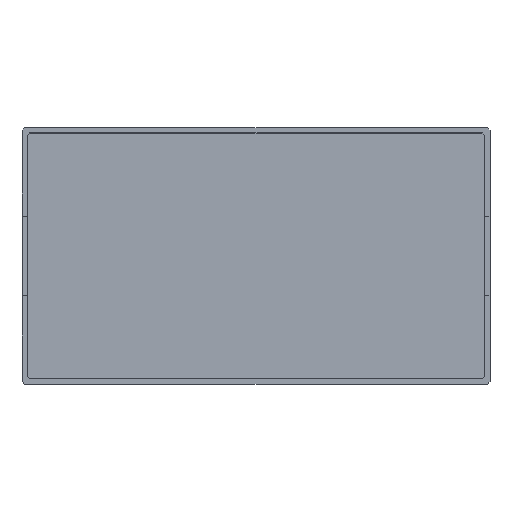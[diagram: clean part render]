
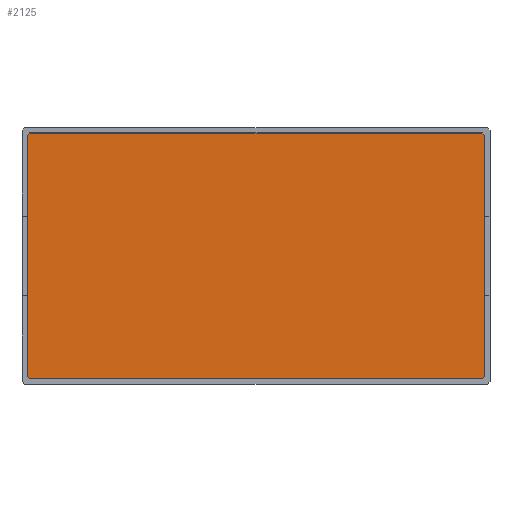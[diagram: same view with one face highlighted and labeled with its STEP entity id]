
A CAD part, top view. The second image highlights one B-rep face of the part: STEP entity #2125.
In plain terms, the highlighted planar face has unit normal (0, 0, 1).
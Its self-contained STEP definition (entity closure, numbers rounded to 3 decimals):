
#458 = PLANE('',#459);
#459 = AXIS2_PLACEMENT_3D('',#460,#461,#462);
#460 = CARTESIAN_POINT('',(43.25,-23.25,1.));
#461 = DIRECTION('',(1.,0.,0.));
#462 = DIRECTION('',(0.,0.,1.));
#485 = PLANE('',#486);
#486 = AXIS2_PLACEMENT_3D('',#487,#488,#489);
#487 = CARTESIAN_POINT('',(43.,-23.,1.));
#488 = DIRECTION('',(-0.707,0.707,0.));
#489 = DIRECTION('',(0.,0.,1.));
#512 = PLANE('',#513);
#513 = AXIS2_PLACEMENT_3D('',#514,#515,#516);
#514 = CARTESIAN_POINT('',(-43.25,-23.25,1.));
#515 = DIRECTION('',(0.,1.,0.));
#516 = DIRECTION('',(0.,0.,1.));
#539 = PLANE('',#540);
#540 = AXIS2_PLACEMENT_3D('',#541,#542,#543);
#541 = CARTESIAN_POINT('',(-43.,-23.,1.));
#542 = DIRECTION('',(-0.707,-0.707,0.));
#543 = DIRECTION('',(0.,0.,1.));
#566 = PLANE('',#567);
#567 = AXIS2_PLACEMENT_3D('',#568,#569,#570);
#568 = CARTESIAN_POINT('',(-43.25,-23.25,1.));
#569 = DIRECTION('',(1.,0.,0.));
#570 = DIRECTION('',(0.,0.,1.));
#1026 = PLANE('',#1027);
#1027 = AXIS2_PLACEMENT_3D('',#1028,#1029,#1030);
#1028 = CARTESIAN_POINT('',(-43.,23.,1.));
#1029 = DIRECTION('',(0.707,-0.707,0.));
#1030 = DIRECTION('',(0.,0.,1.));
#1053 = PLANE('',#1054);
#1054 = AXIS2_PLACEMENT_3D('',#1055,#1056,#1057);
#1055 = CARTESIAN_POINT('',(-43.25,23.25,1.));
#1056 = DIRECTION('',(0.,1.,0.));
#1057 = DIRECTION('',(0.,0.,1.));
#1080 = PLANE('',#1081);
#1081 = AXIS2_PLACEMENT_3D('',#1082,#1083,#1084);
#1082 = CARTESIAN_POINT('',(43.,23.,1.));
#1083 = DIRECTION('',(0.707,0.707,0.));
#1084 = DIRECTION('',(-0.,0.,-1.));
#1312 = VERTEX_POINT('',#1313);
#1313 = CARTESIAN_POINT('',(-43.25,-22.75,1.));
#1334 = EDGE_CURVE('',#1312,#1335,#1337,.T.);
#1335 = VERTEX_POINT('',#1336);
#1336 = CARTESIAN_POINT('',(-43.25,22.75,1.));
#1337 = SURFACE_CURVE('',#1338,(#1342,#1349),.PCURVE_S1.);
#1338 = LINE('',#1339,#1340);
#1339 = CARTESIAN_POINT('',(-43.25,-23.25,1.));
#1340 = VECTOR('',#1341,1.);
#1341 = DIRECTION('',(0.,1.,0.));
#1342 = PCURVE('',#566,#1343);
#1343 = DEFINITIONAL_REPRESENTATION('',(#1344),#1348);
#1344 = LINE('',#1345,#1346);
#1345 = CARTESIAN_POINT('',(0.,0.));
#1346 = VECTOR('',#1347,1.);
#1347 = DIRECTION('',(0.,-1.));
#1348 = ( GEOMETRIC_REPRESENTATION_CONTEXT(2) 
PARAMETRIC_REPRESENTATION_CONTEXT() REPRESENTATION_CONTEXT('2D SPACE',''
  ) );
#1349 = PCURVE('',#1350,#1355);
#1350 = PLANE('',#1351);
#1351 = AXIS2_PLACEMENT_3D('',#1352,#1353,#1354);
#1352 = CARTESIAN_POINT('',(-43.25,-23.25,1.));
#1353 = DIRECTION('',(0.,0.,1.));
#1354 = DIRECTION('',(1.,0.,0.));
#1355 = DEFINITIONAL_REPRESENTATION('',(#1356),#1360);
#1356 = LINE('',#1357,#1358);
#1357 = CARTESIAN_POINT('',(0.,0.));
#1358 = VECTOR('',#1359,1.);
#1359 = DIRECTION('',(0.,1.));
#1360 = ( GEOMETRIC_REPRESENTATION_CONTEXT(2) 
PARAMETRIC_REPRESENTATION_CONTEXT() REPRESENTATION_CONTEXT('2D SPACE',''
  ) );
#1396 = EDGE_CURVE('',#1397,#1312,#1399,.T.);
#1397 = VERTEX_POINT('',#1398);
#1398 = CARTESIAN_POINT('',(-42.75,-23.25,1.));
#1399 = SURFACE_CURVE('',#1400,(#1404,#1411),.PCURVE_S1.);
#1400 = LINE('',#1401,#1402);
#1401 = CARTESIAN_POINT('',(-43.,-23.,1.));
#1402 = VECTOR('',#1403,1.);
#1403 = DIRECTION('',(-0.707,0.707,0.));
#1404 = PCURVE('',#539,#1405);
#1405 = DEFINITIONAL_REPRESENTATION('',(#1406),#1410);
#1406 = LINE('',#1407,#1408);
#1407 = CARTESIAN_POINT('',(0.,0.));
#1408 = VECTOR('',#1409,1.);
#1409 = DIRECTION('',(0.,1.));
#1410 = ( GEOMETRIC_REPRESENTATION_CONTEXT(2) 
PARAMETRIC_REPRESENTATION_CONTEXT() REPRESENTATION_CONTEXT('2D SPACE',''
  ) );
#1411 = PCURVE('',#1350,#1412);
#1412 = DEFINITIONAL_REPRESENTATION('',(#1413),#1417);
#1413 = LINE('',#1414,#1415);
#1414 = CARTESIAN_POINT('',(0.25,0.25));
#1415 = VECTOR('',#1416,1.);
#1416 = DIRECTION('',(-0.707,0.707));
#1417 = ( GEOMETRIC_REPRESENTATION_CONTEXT(2) 
PARAMETRIC_REPRESENTATION_CONTEXT() REPRESENTATION_CONTEXT('2D SPACE',''
  ) );
#1447 = VERTEX_POINT('',#1448);
#1448 = CARTESIAN_POINT('',(42.75,-23.25,1.));
#1469 = EDGE_CURVE('',#1397,#1447,#1470,.T.);
#1470 = SURFACE_CURVE('',#1471,(#1475,#1482),.PCURVE_S1.);
#1471 = LINE('',#1472,#1473);
#1472 = CARTESIAN_POINT('',(-43.25,-23.25,1.));
#1473 = VECTOR('',#1474,1.);
#1474 = DIRECTION('',(1.,0.,0.));
#1475 = PCURVE('',#512,#1476);
#1476 = DEFINITIONAL_REPRESENTATION('',(#1477),#1481);
#1477 = LINE('',#1478,#1479);
#1478 = CARTESIAN_POINT('',(0.,0.));
#1479 = VECTOR('',#1480,1.);
#1480 = DIRECTION('',(0.,1.));
#1481 = ( GEOMETRIC_REPRESENTATION_CONTEXT(2) 
PARAMETRIC_REPRESENTATION_CONTEXT() REPRESENTATION_CONTEXT('2D SPACE',''
  ) );
#1482 = PCURVE('',#1350,#1483);
#1483 = DEFINITIONAL_REPRESENTATION('',(#1484),#1488);
#1484 = LINE('',#1485,#1486);
#1485 = CARTESIAN_POINT('',(0.,0.));
#1486 = VECTOR('',#1487,1.);
#1487 = DIRECTION('',(1.,0.));
#1488 = ( GEOMETRIC_REPRESENTATION_CONTEXT(2) 
PARAMETRIC_REPRESENTATION_CONTEXT() REPRESENTATION_CONTEXT('2D SPACE',''
  ) );
#1494 = EDGE_CURVE('',#1447,#1495,#1497,.T.);
#1495 = VERTEX_POINT('',#1496);
#1496 = CARTESIAN_POINT('',(43.25,-22.75,1.));
#1497 = SURFACE_CURVE('',#1498,(#1502,#1509),.PCURVE_S1.);
#1498 = LINE('',#1499,#1500);
#1499 = CARTESIAN_POINT('',(21.375,-44.625,1.));
#1500 = VECTOR('',#1501,1.);
#1501 = DIRECTION('',(0.707,0.707,-0.));
#1502 = PCURVE('',#485,#1503);
#1503 = DEFINITIONAL_REPRESENTATION('',(#1504),#1508);
#1504 = LINE('',#1505,#1506);
#1505 = CARTESIAN_POINT('',(0.,-30.582));
#1506 = VECTOR('',#1507,1.);
#1507 = DIRECTION('',(0.,1.));
#1508 = ( GEOMETRIC_REPRESENTATION_CONTEXT(2) 
PARAMETRIC_REPRESENTATION_CONTEXT() REPRESENTATION_CONTEXT('2D SPACE',''
  ) );
#1509 = PCURVE('',#1350,#1510);
#1510 = DEFINITIONAL_REPRESENTATION('',(#1511),#1515);
#1511 = LINE('',#1512,#1513);
#1512 = CARTESIAN_POINT('',(64.625,-21.375));
#1513 = VECTOR('',#1514,1.);
#1514 = DIRECTION('',(0.707,0.707));
#1515 = ( GEOMETRIC_REPRESENTATION_CONTEXT(2) 
PARAMETRIC_REPRESENTATION_CONTEXT() REPRESENTATION_CONTEXT('2D SPACE',''
  ) );
#1545 = EDGE_CURVE('',#1495,#1546,#1548,.T.);
#1546 = VERTEX_POINT('',#1547);
#1547 = CARTESIAN_POINT('',(43.25,22.75,1.));
#1548 = SURFACE_CURVE('',#1549,(#1553,#1560),.PCURVE_S1.);
#1549 = LINE('',#1550,#1551);
#1550 = CARTESIAN_POINT('',(43.25,-23.25,1.));
#1551 = VECTOR('',#1552,1.);
#1552 = DIRECTION('',(0.,1.,0.));
#1553 = PCURVE('',#458,#1554);
#1554 = DEFINITIONAL_REPRESENTATION('',(#1555),#1559);
#1555 = LINE('',#1556,#1557);
#1556 = CARTESIAN_POINT('',(0.,0.));
#1557 = VECTOR('',#1558,1.);
#1558 = DIRECTION('',(0.,-1.));
#1559 = ( GEOMETRIC_REPRESENTATION_CONTEXT(2) 
PARAMETRIC_REPRESENTATION_CONTEXT() REPRESENTATION_CONTEXT('2D SPACE',''
  ) );
#1560 = PCURVE('',#1350,#1561);
#1561 = DEFINITIONAL_REPRESENTATION('',(#1562),#1566);
#1562 = LINE('',#1563,#1564);
#1563 = CARTESIAN_POINT('',(86.5,0.));
#1564 = VECTOR('',#1565,1.);
#1565 = DIRECTION('',(0.,1.));
#1566 = ( GEOMETRIC_REPRESENTATION_CONTEXT(2) 
PARAMETRIC_REPRESENTATION_CONTEXT() REPRESENTATION_CONTEXT('2D SPACE',''
  ) );
#2004 = EDGE_CURVE('',#1546,#2005,#2007,.T.);
#2005 = VERTEX_POINT('',#2006);
#2006 = CARTESIAN_POINT('',(42.75,23.25,1.));
#2007 = SURFACE_CURVE('',#2008,(#2012,#2019),.PCURVE_S1.);
#2008 = LINE('',#2009,#2010);
#2009 = CARTESIAN_POINT('',(33.,33.,1.));
#2010 = VECTOR('',#2011,1.);
#2011 = DIRECTION('',(-0.707,0.707,0.));
#2012 = PCURVE('',#1080,#2013);
#2013 = DEFINITIONAL_REPRESENTATION('',(#2014),#2018);
#2014 = LINE('',#2015,#2016);
#2015 = CARTESIAN_POINT('',(-0.,14.142));
#2016 = VECTOR('',#2017,1.);
#2017 = DIRECTION('',(-0.,1.));
#2018 = ( GEOMETRIC_REPRESENTATION_CONTEXT(2) 
PARAMETRIC_REPRESENTATION_CONTEXT() REPRESENTATION_CONTEXT('2D SPACE',''
  ) );
#2019 = PCURVE('',#1350,#2020);
#2020 = DEFINITIONAL_REPRESENTATION('',(#2021),#2025);
#2021 = LINE('',#2022,#2023);
#2022 = CARTESIAN_POINT('',(76.25,56.25));
#2023 = VECTOR('',#2024,1.);
#2024 = DIRECTION('',(-0.707,0.707));
#2025 = ( GEOMETRIC_REPRESENTATION_CONTEXT(2) 
PARAMETRIC_REPRESENTATION_CONTEXT() REPRESENTATION_CONTEXT('2D SPACE',''
  ) );
#2055 = EDGE_CURVE('',#2056,#2005,#2058,.T.);
#2056 = VERTEX_POINT('',#2057);
#2057 = CARTESIAN_POINT('',(-42.75,23.25,1.));
#2058 = SURFACE_CURVE('',#2059,(#2063,#2070),.PCURVE_S1.);
#2059 = LINE('',#2060,#2061);
#2060 = CARTESIAN_POINT('',(-43.25,23.25,1.));
#2061 = VECTOR('',#2062,1.);
#2062 = DIRECTION('',(1.,0.,0.));
#2063 = PCURVE('',#1053,#2064);
#2064 = DEFINITIONAL_REPRESENTATION('',(#2065),#2069);
#2065 = LINE('',#2066,#2067);
#2066 = CARTESIAN_POINT('',(0.,0.));
#2067 = VECTOR('',#2068,1.);
#2068 = DIRECTION('',(0.,1.));
#2069 = ( GEOMETRIC_REPRESENTATION_CONTEXT(2) 
PARAMETRIC_REPRESENTATION_CONTEXT() REPRESENTATION_CONTEXT('2D SPACE',''
  ) );
#2070 = PCURVE('',#1350,#2071);
#2071 = DEFINITIONAL_REPRESENTATION('',(#2072),#2076);
#2072 = LINE('',#2073,#2074);
#2073 = CARTESIAN_POINT('',(0.,46.5));
#2074 = VECTOR('',#2075,1.);
#2075 = DIRECTION('',(1.,0.));
#2076 = ( GEOMETRIC_REPRESENTATION_CONTEXT(2) 
PARAMETRIC_REPRESENTATION_CONTEXT() REPRESENTATION_CONTEXT('2D SPACE',''
  ) );
#2102 = EDGE_CURVE('',#2056,#1335,#2103,.T.);
#2103 = SURFACE_CURVE('',#2104,(#2108,#2115),.PCURVE_S1.);
#2104 = LINE('',#2105,#2106);
#2105 = CARTESIAN_POINT('',(-54.625,11.375,1.));
#2106 = VECTOR('',#2107,1.);
#2107 = DIRECTION('',(-0.707,-0.707,0.));
#2108 = PCURVE('',#1026,#2109);
#2109 = DEFINITIONAL_REPRESENTATION('',(#2110),#2114);
#2110 = LINE('',#2111,#2112);
#2111 = CARTESIAN_POINT('',(0.,16.44));
#2112 = VECTOR('',#2113,1.);
#2113 = DIRECTION('',(0.,1.));
#2114 = ( GEOMETRIC_REPRESENTATION_CONTEXT(2) 
PARAMETRIC_REPRESENTATION_CONTEXT() REPRESENTATION_CONTEXT('2D SPACE',''
  ) );
#2115 = PCURVE('',#1350,#2116);
#2116 = DEFINITIONAL_REPRESENTATION('',(#2117),#2121);
#2117 = LINE('',#2118,#2119);
#2118 = CARTESIAN_POINT('',(-11.375,34.625));
#2119 = VECTOR('',#2120,1.);
#2120 = DIRECTION('',(-0.707,-0.707));
#2121 = ( GEOMETRIC_REPRESENTATION_CONTEXT(2) 
PARAMETRIC_REPRESENTATION_CONTEXT() REPRESENTATION_CONTEXT('2D SPACE',''
  ) );
#2125 = ADVANCED_FACE('',(#2126),#1350,.T.);
#2126 = FACE_BOUND('',#2127,.T.);
#2127 = EDGE_LOOP('',(#2128,#2129,#2130,#2131,#2132,#2133,#2134,#2135));
#2128 = ORIENTED_EDGE('',*,*,#1334,.F.);
#2129 = ORIENTED_EDGE('',*,*,#1396,.F.);
#2130 = ORIENTED_EDGE('',*,*,#1469,.T.);
#2131 = ORIENTED_EDGE('',*,*,#1494,.T.);
#2132 = ORIENTED_EDGE('',*,*,#1545,.T.);
#2133 = ORIENTED_EDGE('',*,*,#2004,.T.);
#2134 = ORIENTED_EDGE('',*,*,#2055,.F.);
#2135 = ORIENTED_EDGE('',*,*,#2102,.T.);
